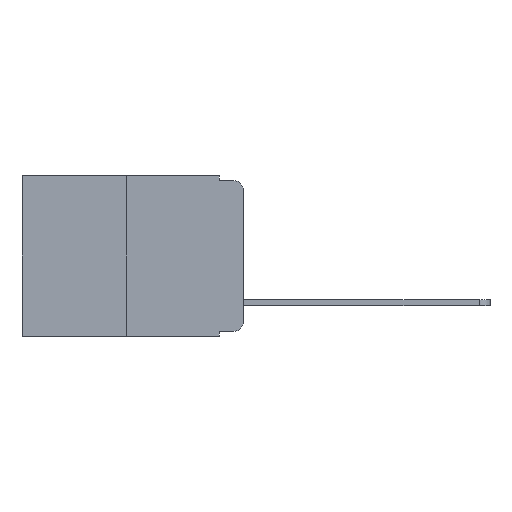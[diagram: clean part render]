
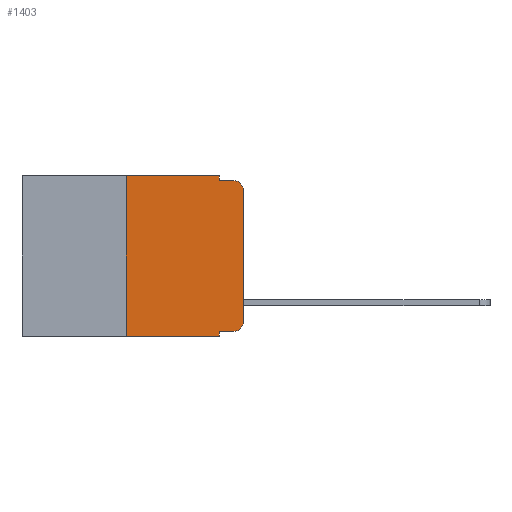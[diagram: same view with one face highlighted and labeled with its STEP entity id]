
A CAD part, left-side view. The second image highlights one B-rep face of the part: STEP entity #1403.
In plain terms, the highlighted planar face has unit normal (-1, 0, 0).
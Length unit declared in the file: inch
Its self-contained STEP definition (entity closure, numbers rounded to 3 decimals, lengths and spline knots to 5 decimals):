
#102 = VECTOR ( 'NONE', #6732, 39.37008 ) ;
#137 = LINE ( 'NONE', #3295, #4651 ) ;
#206 = DIRECTION ( 'NONE',  ( 0., 0., 1. ) ) ;
#214 = LINE ( 'NONE', #8632, #7224 ) ;
#319 = VECTOR ( 'NONE', #3950, 39.37008 ) ;
#437 = LINE ( 'NONE', #7246, #9517 ) ;
#714 = CARTESIAN_POINT ( 'NONE',  ( 0., 0.02, -0.333 ) ) ;
#1011 = VERTEX_POINT ( 'NONE', #9001 ) ;
#1189 = DIRECTION ( 'NONE',  ( 0., 0., -1. ) ) ;
#1360 = EDGE_CURVE ( 'NONE', #7183, #3141, #4295, .T. ) ;
#1403 = ADVANCED_FACE ( 'NONE', ( #3731 ), #7759, .F. ) ;
#1476 = VERTEX_POINT ( 'NONE', #8063 ) ;
#1565 = CARTESIAN_POINT ( 'NONE',  ( 0., 0.051, 0. ) ) ;
#1718 = EDGE_CURVE ( 'NONE', #1011, #6994, #8059, .T. ) ;
#1770 = VECTOR ( 'NONE', #1189, 39.37008 ) ;
#1920 = CIRCLE ( 'NONE', #2257, 0.02 ) ;
#2021 = LINE ( 'NONE', #6433, #8684 ) ;
#2147 = DIRECTION ( 'NONE',  ( 0., 0., -1. ) ) ;
#2163 = CARTESIAN_POINT ( 'NONE',  ( 0., 0.473, 0. ) ) ;
#2257 = AXIS2_PLACEMENT_3D ( 'NONE', #10273, #10410, #8483 ) ;
#2451 = LINE ( 'NONE', #4208, #102 ) ;
#2549 = CARTESIAN_POINT ( 'NONE',  ( 0., 0.473, 0. ) ) ;
#2880 = CARTESIAN_POINT ( 'NONE',  ( 0., 0.25, 0. ) ) ;
#2898 = VERTEX_POINT ( 'NONE', #3588 ) ;
#3141 = VERTEX_POINT ( 'NONE', #4690 ) ;
#3187 = CARTESIAN_POINT ( 'NONE',  ( 0., 0.051, 0. ) ) ;
#3295 = CARTESIAN_POINT ( 'NONE',  ( 0., 0.051, -0.01 ) ) ;
#3388 = DIRECTION ( 'NONE',  ( -1., 0., 0. ) ) ;
#3588 = CARTESIAN_POINT ( 'NONE',  ( 0., 0.02, -0.01 ) ) ;
#3731 = FACE_OUTER_BOUND ( 'NONE', #6199, .T. ) ;
#3773 = VERTEX_POINT ( 'NONE', #9980 ) ;
#3851 = DIRECTION ( 'NONE',  ( 0., 0., 1. ) ) ;
#3950 = DIRECTION ( 'NONE',  ( 0., -1., 0. ) ) ;
#4092 = VERTEX_POINT ( 'NONE', #10578 ) ;
#4208 = CARTESIAN_POINT ( 'NONE',  ( 0., 0.473, -0.343 ) ) ;
#4220 = DIRECTION ( 'NONE',  ( 0., -1., 0. ) ) ;
#4295 = LINE ( 'NONE', #3187, #1770 ) ;
#4548 = EDGE_CURVE ( 'NONE', #6088, #1476, #1920, .T. ) ;
#4606 = CARTESIAN_POINT ( 'NONE',  ( 0., 0.051, -0.01 ) ) ;
#4651 = VECTOR ( 'NONE', #4220, 39.37008 ) ;
#4690 = CARTESIAN_POINT ( 'NONE',  ( 0., 0.051, -0.343 ) ) ;
#5617 = CIRCLE ( 'NONE', #8444, 0.02 ) ;
#5639 = DIRECTION ( 'NONE',  ( 0., -1., 0. ) ) ;
#5923 = EDGE_CURVE ( 'NONE', #1476, #4092, #2021, .T. ) ;
#6088 = VERTEX_POINT ( 'NONE', #714 ) ;
#6199 = EDGE_LOOP ( 'NONE', ( #8664, #8829, #8886, #8840, #10258, #10238, #10323, #10201, #10354, #9366 ) ) ;
#6433 = CARTESIAN_POINT ( 'NONE',  ( 0., 0., 0. ) ) ;
#6576 = AXIS2_PLACEMENT_3D ( 'NONE', #2549, #7442, #2147 ) ;
#6732 = DIRECTION ( 'NONE',  ( 0., -1., 0. ) ) ;
#6994 = VERTEX_POINT ( 'NONE', #1565 ) ;
#7183 = VERTEX_POINT ( 'NONE', #10339 ) ;
#7224 = VECTOR ( 'NONE', #11036, 39.37008 ) ;
#7246 = CARTESIAN_POINT ( 'NONE',  ( 0., 0.051, -0.333 ) ) ;
#7442 = DIRECTION ( 'NONE',  ( 1., 0., 0. ) ) ;
#7569 = EDGE_CURVE ( 'NONE', #4092, #2898, #5617, .T. ) ;
#7759 = PLANE ( 'NONE',  #6576 ) ;
#8059 = LINE ( 'NONE', #2163, #319 ) ;
#8063 = CARTESIAN_POINT ( 'NONE',  ( 0., 0., -0.313 ) ) ;
#8091 = EDGE_CURVE ( 'NONE', #8337, #2898, #137, .T. ) ;
#8337 = VERTEX_POINT ( 'NONE', #4606 ) ;
#8431 = EDGE_CURVE ( 'NONE', #7183, #6088, #437, .T. ) ;
#8442 = CARTESIAN_POINT ( 'NONE',  ( 0., 0.02, -0.03 ) ) ;
#8444 = AXIS2_PLACEMENT_3D ( 'NONE', #8442, #3388, #9236 ) ;
#8483 = DIRECTION ( 'NONE',  ( 0., 0., -1. ) ) ;
#8632 = CARTESIAN_POINT ( 'NONE',  ( 0., 0.051, 0. ) ) ;
#8664 = ORIENTED_EDGE ( 'NONE', *, *, #5923, .T. ) ;
#8684 = VECTOR ( 'NONE', #206, 39.37008 ) ;
#8829 = ORIENTED_EDGE ( 'NONE', *, *, #7569, .T. ) ;
#8840 = ORIENTED_EDGE ( 'NONE', *, *, #9685, .F. ) ;
#8886 = ORIENTED_EDGE ( 'NONE', *, *, #8091, .F. ) ;
#9001 = CARTESIAN_POINT ( 'NONE',  ( 0., 0.25, 0. ) ) ;
#9236 = DIRECTION ( 'NONE',  ( 0., 0., -1. ) ) ;
#9366 = ORIENTED_EDGE ( 'NONE', *, *, #4548, .T. ) ;
#9426 = EDGE_CURVE ( 'NONE', #3773, #3141, #2451, .T. ) ;
#9517 = VECTOR ( 'NONE', #5639, 39.37008 ) ;
#9685 = EDGE_CURVE ( 'NONE', #6994, #8337, #214, .T. ) ;
#9980 = CARTESIAN_POINT ( 'NONE',  ( 0., 0.25, -0.343 ) ) ;
#10201 = ORIENTED_EDGE ( 'NONE', *, *, #1360, .F. ) ;
#10234 = EDGE_CURVE ( 'NONE', #3773, #1011, #11218, .T. ) ;
#10238 = ORIENTED_EDGE ( 'NONE', *, *, #10234, .F. ) ;
#10258 = ORIENTED_EDGE ( 'NONE', *, *, #1718, .F. ) ;
#10273 = CARTESIAN_POINT ( 'NONE',  ( 0., 0.02, -0.313 ) ) ;
#10323 = ORIENTED_EDGE ( 'NONE', *, *, #9426, .T. ) ;
#10339 = CARTESIAN_POINT ( 'NONE',  ( 0., 0.051, -0.333 ) ) ;
#10354 = ORIENTED_EDGE ( 'NONE', *, *, #8431, .T. ) ;
#10410 = DIRECTION ( 'NONE',  ( -1., 0., 0. ) ) ;
#10578 = CARTESIAN_POINT ( 'NONE',  ( 0., 0., -0.03 ) ) ;
#10971 = VECTOR ( 'NONE', #3851, 39.37008 ) ;
#11036 = DIRECTION ( 'NONE',  ( 0., 0., -1. ) ) ;
#11218 = LINE ( 'NONE', #2880, #10971 ) ;
